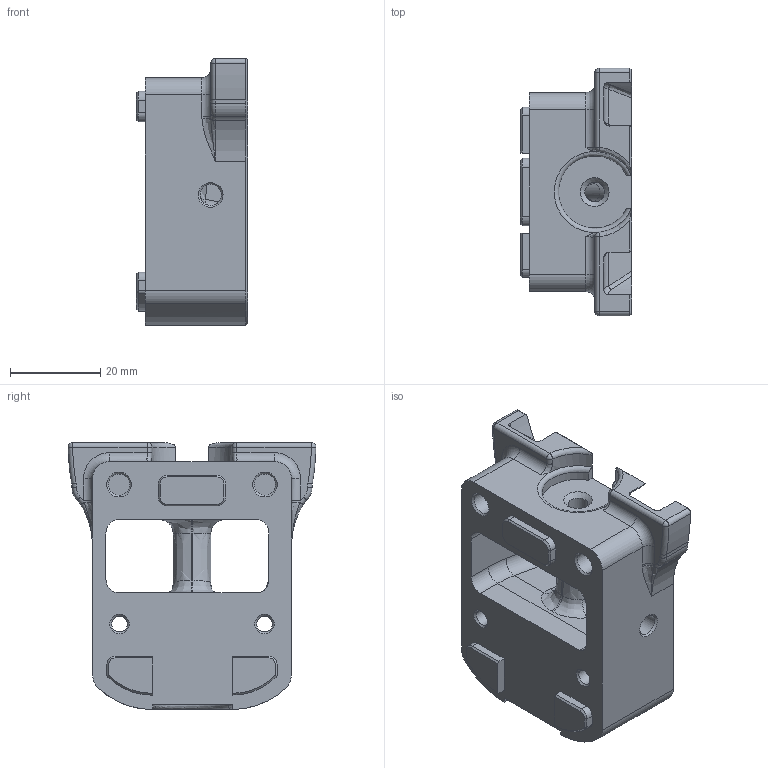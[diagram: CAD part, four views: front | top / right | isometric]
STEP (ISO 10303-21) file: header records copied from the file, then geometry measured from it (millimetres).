
FILE_DESCRIPTION(/* description */ (''),/* implementation_level */ '2;1');
FILE_NAME(/* name */ 'Custom Bowden Adapter Front',/* time_stamp */ '2025-03-15T21:52:20+01:00',/* author */ ('SB'),/* organization */ (''),/* preprocessor_version */ 'ST-DEVELOPER v16.7',/* originating_system */ 'DEX',/* authorisation */ $);
FILE_SCHEMA (('AUTOMOTIVE_DESIGN {1 0 10303 214 3 1 1}'));
Length unit declared in the file: millimetre
Products named in the file (1): Custom Bowden Adapter Front
Bounding box: 24.7 x 55.02 x 59.3 mm (x, y, z)
Volume: 41092.1 mm3; surface area: 13303.9 mm2
Topology: 1 solids, 1 shells, 265 faces, 653 edges, 397 vertices
Faces by surface type: plane 97, cylinder 71, cone 40, bspline 35, torus 18, sphere 4
Full cylindrical faces by diameter (mm): 3.5 x2, 4.4 x3, 4.7 x5, 6 x2
Entity records: 8769 total; most frequent: CARTESIAN_POINT 2859, ORIENTED_EDGE 1230, DIRECTION 1150, EDGE_CURVE 615, AXIS2_PLACEMENT_3D 431, VERTEX_POINT 382, EDGE_LOOP 305, FACE_BOUND 305
